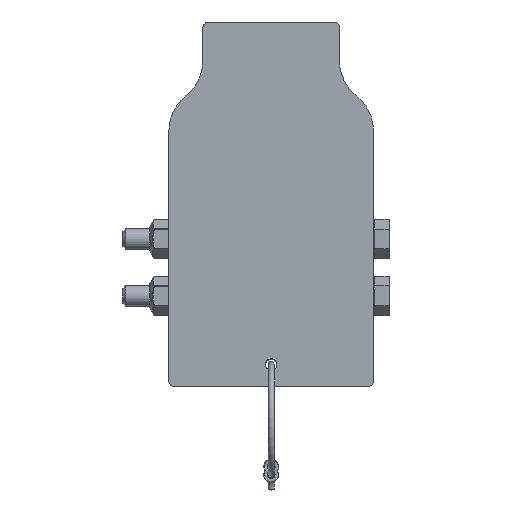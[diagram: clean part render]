
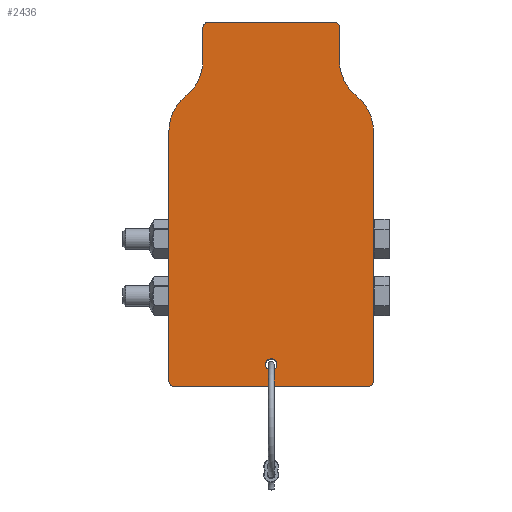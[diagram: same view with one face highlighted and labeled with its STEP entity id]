
A CAD part, top view. The second image highlights one B-rep face of the part: STEP entity #2436.
In plain terms, the highlighted planar face has unit normal (0, 0, 1).
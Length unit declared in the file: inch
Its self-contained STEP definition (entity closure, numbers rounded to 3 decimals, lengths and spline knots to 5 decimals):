
#299=CARTESIAN_POINT('',(2.375,0.48875,0.0));
#300=VERTEX_POINT('',#299);
#301=CARTESIAN_POINT('',(2.25,0.48875,0.0));
#302=DIRECTION('',(0.0,0.0,-1.0));
#303=DIRECTION('',(1.0,0.0,0.0));
#304=AXIS2_PLACEMENT_3D('',#301,#302,#303);
#305=CIRCLE('',#304,0.125);
#306=EDGE_CURVE('',#300,#300,#305,.T.);
#2273=CARTESIAN_POINT('',(0.75,7.895,0.0));
#2274=VERTEX_POINT('',#2273);
#2281=CARTESIAN_POINT('',(0.875,8.02,0.0));
#2282=VERTEX_POINT('',#2281);
#2283=CARTESIAN_POINT('',(0.875,7.895,0.0));
#2284=DIRECTION('',(0.0,0.0,-1.));
#2285=DIRECTION('',(-0.707,0.707,0.0));
#2286=AXIS2_PLACEMENT_3D('',#2283,#2284,#2285);
#2287=CIRCLE('',#2286,0.125);
#2288=EDGE_CURVE('',#2274,#2282,#2287,.T.);
#2305=CARTESIAN_POINT('',(3.625,8.02,0.0));
#2306=VERTEX_POINT('',#2305);
#2307=CARTESIAN_POINT('',(0.875,8.02,0.0));
#2308=DIRECTION('',(1.0,0.0,0.0));
#2309=VECTOR('',#2308,2.75);
#2310=LINE('',#2307,#2309);
#2311=EDGE_CURVE('',#2282,#2306,#2310,.T.);
#2323=CARTESIAN_POINT('',(2.25,3.80509,0.0));
#2324=DIRECTION('',(0.0,0.0,1.0));
#2325=DIRECTION('',(1.0,0.0,0.0));
#2326=AXIS2_PLACEMENT_3D('',#2323,#2324,#2325);
#2327=PLANE('',#2326);
#2328=ORIENTED_EDGE('',*,*,#2288,.F.);
#2329=CARTESIAN_POINT('',(0.75,7.175,0.0));
#2330=VERTEX_POINT('',#2329);
#2331=CARTESIAN_POINT('',(0.75,7.175,0.0));
#2332=DIRECTION('',(0.0,1.0,0.0));
#2333=VECTOR('',#2332,0.72);
#2334=LINE('',#2331,#2333);
#2335=EDGE_CURVE('',#2330,#2274,#2334,.T.);
#2336=ORIENTED_EDGE('',*,*,#2335,.F.);
#2337=CARTESIAN_POINT('',(0.375,6.39437,0.0));
#2338=VERTEX_POINT('',#2337);
#2339=CARTESIAN_POINT('',(-0.25,7.175,0.0));
#2340=DIRECTION('',(0.0,0.0,1.));
#2341=DIRECTION('',(0.625,-0.781,0.0));
#2342=AXIS2_PLACEMENT_3D('',#2339,#2340,#2341);
#2343=CIRCLE('',#2342,1.0);
#2344=EDGE_CURVE('',#2338,#2330,#2343,.T.);
#2345=ORIENTED_EDGE('',*,*,#2344,.F.);
#2346=CARTESIAN_POINT('',(0.0,5.61375,0.0));
#2347=VERTEX_POINT('',#2346);
#2348=CARTESIAN_POINT('',(1.0,5.61375,0.0));
#2349=DIRECTION('',(0.0,0.0,-1.));
#2350=DIRECTION('',(0.625,-0.781,0.0));
#2351=AXIS2_PLACEMENT_3D('',#2348,#2349,#2350);
#2352=CIRCLE('',#2351,1.0);
#2353=EDGE_CURVE('',#2347,#2338,#2352,.T.);
#2354=ORIENTED_EDGE('',*,*,#2353,.F.);
#2355=CARTESIAN_POINT('',(0.0,0.125,0.0));
#2356=VERTEX_POINT('',#2355);
#2357=CARTESIAN_POINT('',(0.0,0.125,0.0));
#2358=DIRECTION('',(0.0,1.0,0.0));
#2359=VECTOR('',#2358,5.48875);
#2360=LINE('',#2357,#2359);
#2361=EDGE_CURVE('',#2356,#2347,#2360,.T.);
#2362=ORIENTED_EDGE('',*,*,#2361,.F.);
#2363=CARTESIAN_POINT('',(0.125,0.0,0.0));
#2364=VERTEX_POINT('',#2363);
#2365=CARTESIAN_POINT('',(0.125,0.125,0.0));
#2366=DIRECTION('',(0.0,0.0,-1.));
#2367=DIRECTION('',(-0.707,-0.707,0.0));
#2368=AXIS2_PLACEMENT_3D('',#2365,#2366,#2367);
#2369=CIRCLE('',#2368,0.125);
#2370=EDGE_CURVE('',#2364,#2356,#2369,.T.);
#2371=ORIENTED_EDGE('',*,*,#2370,.F.);
#2372=CARTESIAN_POINT('',(4.375,0.0,0.0));
#2373=VERTEX_POINT('',#2372);
#2374=CARTESIAN_POINT('',(4.375,0.0,0.0));
#2375=DIRECTION('',(-1.0,0.0,0.0));
#2376=VECTOR('',#2375,4.25);
#2377=LINE('',#2374,#2376);
#2378=EDGE_CURVE('',#2373,#2364,#2377,.T.);
#2379=ORIENTED_EDGE('',*,*,#2378,.F.);
#2380=CARTESIAN_POINT('',(4.5,0.125,0.0));
#2381=VERTEX_POINT('',#2380);
#2382=CARTESIAN_POINT('',(4.375,0.125,0.0));
#2383=DIRECTION('',(0.0,0.0,-1.0));
#2384=DIRECTION('',(0.707,-0.707,0.0));
#2385=AXIS2_PLACEMENT_3D('',#2382,#2383,#2384);
#2386=CIRCLE('',#2385,0.125);
#2387=EDGE_CURVE('',#2381,#2373,#2386,.T.);
#2388=ORIENTED_EDGE('',*,*,#2387,.F.);
#2389=CARTESIAN_POINT('',(4.5,5.61375,0.0));
#2390=VERTEX_POINT('',#2389);
#2391=CARTESIAN_POINT('',(4.5,5.61375,0.0));
#2392=DIRECTION('',(0.0,-1.0,0.0));
#2393=VECTOR('',#2392,5.48875);
#2394=LINE('',#2391,#2393);
#2395=EDGE_CURVE('',#2390,#2381,#2394,.T.);
#2396=ORIENTED_EDGE('',*,*,#2395,.F.);
#2397=CARTESIAN_POINT('',(4.125,6.39437,0.0));
#2398=VERTEX_POINT('',#2397);
#2399=CARTESIAN_POINT('',(3.5,5.61375,0.0));
#2400=DIRECTION('',(0.0,0.0,-1.0));
#2401=DIRECTION('',(-1.0,0.0,0.0));
#2402=AXIS2_PLACEMENT_3D('',#2399,#2400,#2401);
#2403=CIRCLE('',#2402,1.0);
#2404=EDGE_CURVE('',#2398,#2390,#2403,.T.);
#2405=ORIENTED_EDGE('',*,*,#2404,.F.);
#2406=CARTESIAN_POINT('',(3.75,7.175,0.0));
#2407=VERTEX_POINT('',#2406);
#2408=CARTESIAN_POINT('',(4.75,7.175,0.0));
#2409=DIRECTION('',(0.0,0.0,1.0));
#2410=DIRECTION('',(-1.0,0.0,0.0));
#2411=AXIS2_PLACEMENT_3D('',#2408,#2409,#2410);
#2412=CIRCLE('',#2411,1.0);
#2413=EDGE_CURVE('',#2407,#2398,#2412,.T.);
#2414=ORIENTED_EDGE('',*,*,#2413,.F.);
#2415=CARTESIAN_POINT('',(3.75,7.895,0.0));
#2416=VERTEX_POINT('',#2415);
#2417=CARTESIAN_POINT('',(3.75,7.895,0.0));
#2418=DIRECTION('',(0.0,-1.0,0.0));
#2419=VECTOR('',#2418,0.72);
#2420=LINE('',#2417,#2419);
#2421=EDGE_CURVE('',#2416,#2407,#2420,.T.);
#2422=ORIENTED_EDGE('',*,*,#2421,.F.);
#2423=CARTESIAN_POINT('',(3.625,7.895,0.0));
#2424=DIRECTION('',(0.0,0.0,-1.0));
#2425=DIRECTION('',(0.707,0.707,0.0));
#2426=AXIS2_PLACEMENT_3D('',#2423,#2424,#2425);
#2427=CIRCLE('',#2426,0.125);
#2428=EDGE_CURVE('',#2306,#2416,#2427,.T.);
#2429=ORIENTED_EDGE('',*,*,#2428,.F.);
#2430=ORIENTED_EDGE('',*,*,#2311,.F.);
#2431=EDGE_LOOP('',(#2328,#2336,#2345,#2354,#2362,#2371,#2379,#2388,#2396,#2405,#2414,#2422,#2429,#2430));
#2432=FACE_OUTER_BOUND('',#2431,.T.);
#2433=ORIENTED_EDGE('',*,*,#306,.T.);
#2434=EDGE_LOOP('',(#2433));
#2435=FACE_BOUND('',#2434,.T.);
#2436=ADVANCED_FACE('',(#2432,#2435),#2327,.T.);
